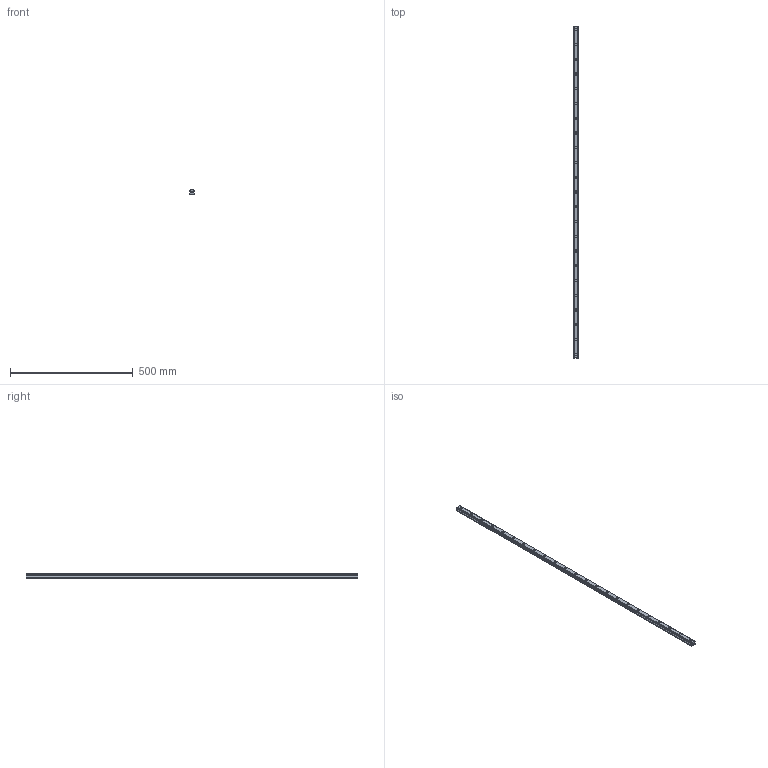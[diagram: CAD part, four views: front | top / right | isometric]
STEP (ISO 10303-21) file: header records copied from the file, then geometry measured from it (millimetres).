
FILE_DESCRIPTION(('STEP AP214'),'1');
FILE_NAME('cctmp_61281737-EEE0-4288-8D01-888EB50B22B3_2020_5_18_13_49_1_285..stp','2020-05-18T11:49:01',('HIWIN GmbH'),('CADClick - www.CADClick.com'),'Spatial InterOp 3D',' ','unknown authorization');
FILE_SCHEMA(('AUTOMOTIVE_DESIGN'));
Length unit declared in the file: millimetre
Products named in the file (1): HGR20R1350H_FILE
Bounding box: 20 x 1350 x 17.5 mm (x, y, z)
Volume: 385554.3 mm3; surface area: 115045.4 mm2
Topology: 1 solids, 1 shells, 314 faces, 717 edges, 478 vertices
Faces by surface type: cylinder 160, plane 154
Entity records: 11497 total; most frequent: DIRECTION 1667, CARTESIAN_POINT 1510, ORIENTED_EDGE 1434, EDGE_CURVE 717, AXIS2_PLACEMENT_3D 635, VERTEX_POINT 478, LINE 397, VECTOR 397
